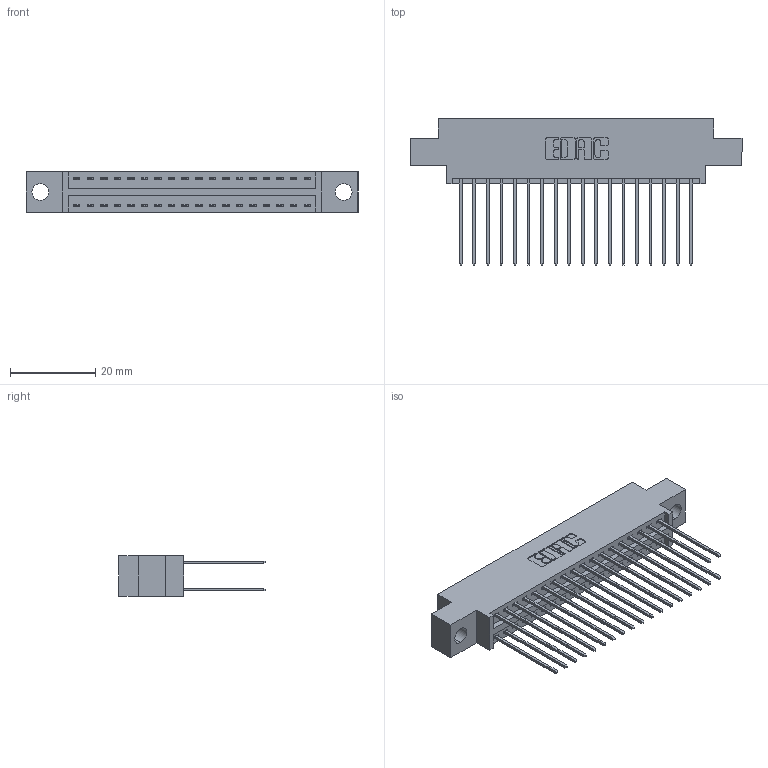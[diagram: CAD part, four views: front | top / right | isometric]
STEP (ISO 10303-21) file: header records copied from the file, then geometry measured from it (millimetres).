
FILE_DESCRIPTION (( 'STEP AP203' ), '1' );
FILE_NAME ('396-036-541-804.STEP', '2019-11-01T20:47:44', ( '' ), ( '' ), 'SwSTEP 2.0', 'SolidWorks 2016', '' );
FILE_SCHEMA (( 'CONFIG_CONTROL_DESIGN' ));
Length unit declared in the file: inch
Products named in the file (3): 346 Part_0.170 Offset - 0.156 Dia-TH; 345-292-001_345-293-141; 396-036-541-804
Assembly tree (37 placements, depth 2):
  396-036-541-804
    346 Part_0.170 Offset - 0.156 Dia-TH
    345-292-001_345-293-141  x36
Bounding box: 77.72 x 34.29 x 9.4 mm (x, y, z)
Volume: 7356.7 mm3; surface area: 10718.6 mm2
Topology: 37 solids, 37 shells, 1998 faces, 5921 edges, 3898 vertices
Faces by surface type: plane 1340, cylinder 658
Entity records: 15131 total; most frequent: CARTESIAN_POINT 2528, ORIENTED_EDGE 2462, DIRECTION 2279, EDGE_CURVE 1231, VECTOR 1027, LINE 1027, VERTEX_POINT 818, AXIS2_PLACEMENT_3D 626
